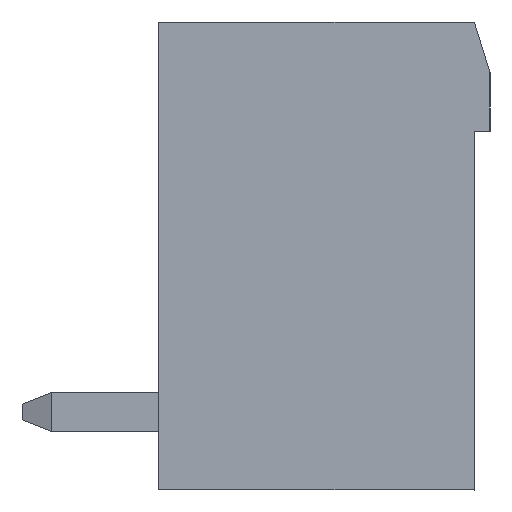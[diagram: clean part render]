
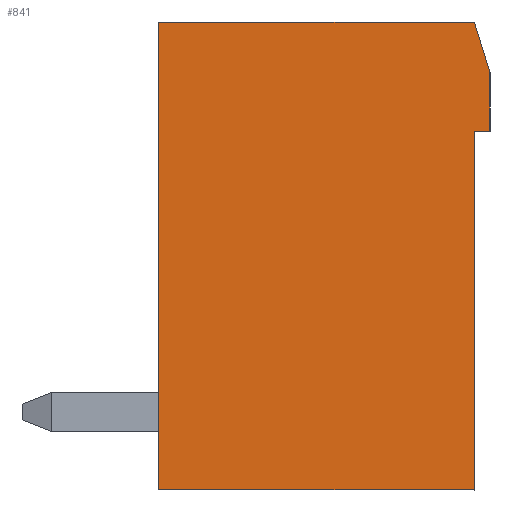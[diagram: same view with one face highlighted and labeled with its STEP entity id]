
A CAD part, left-side view. The second image highlights one B-rep face of the part: STEP entity #841.
In plain terms, the highlighted planar face has unit normal (-1, 0, 0).
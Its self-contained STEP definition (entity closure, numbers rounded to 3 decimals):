
#841 = ADVANCED_FACE( '', ( #1701 ), #1702, .T. );
#1701 = FACE_OUTER_BOUND( '', #2601, .T. );
#1702 = PLANE( '', #2602 );
#2601 = EDGE_LOOP( '', ( #4833, #4834, #4835, #4836, #4837, #4838, #4839 ) );
#2602 = AXIS2_PLACEMENT_3D( '', #4840, #4841, #4842 );
#4833 = ORIENTED_EDGE( '', *, *, #5647, .T. );
#4834 = ORIENTED_EDGE( '', *, *, #6079, .T. );
#4835 = ORIENTED_EDGE( '', *, *, #5920, .T. );
#4836 = ORIENTED_EDGE( '', *, *, #6414, .T. );
#4837 = ORIENTED_EDGE( '', *, *, #6415, .T. );
#4838 = ORIENTED_EDGE( '', *, *, #6208, .T. );
#4839 = ORIENTED_EDGE( '', *, *, #6242, .T. );
#4840 = CARTESIAN_POINT( '', ( -20.32, 0., 0. ) );
#4841 = DIRECTION( '', ( -1., 0., 0. ) );
#4842 = DIRECTION( '', ( 0., 0., 1. ) );
#5647 = EDGE_CURVE( '', #6810, #6814, #6816, .T. );
#5920 = EDGE_CURVE( '', #7274, #7275, #7276, .T. );
#6079 = EDGE_CURVE( '', #6814, #7274, #7528, .T. );
#6208 = EDGE_CURVE( '', #7700, #7701, #7702, .T. );
#6242 = EDGE_CURVE( '', #7701, #6810, #7753, .T. );
#6414 = EDGE_CURVE( '', #7275, #7961, #7962, .T. );
#6415 = EDGE_CURVE( '', #7961, #7700, #7963, .T. );
#6810 = VERTEX_POINT( '', #8482 );
#6814 = VERTEX_POINT( '', #8488 );
#6816 = LINE( '', #8491, #8492 );
#7274 = VERTEX_POINT( '', #9337 );
#7275 = VERTEX_POINT( '', #9338 );
#7276 = LINE( '', #9339, #9340 );
#7528 = LINE( '', #9727, #9728 );
#7700 = VERTEX_POINT( '', #9993 );
#7701 = VERTEX_POINT( '', #9994 );
#7702 = LINE( '', #9995, #9996 );
#7753 = LINE( '', #10071, #10072 );
#7961 = VERTEX_POINT( '', #10424 );
#7962 = LINE( '', #10425, #10426 );
#7963 = LINE( '', #10427, #10428 );
#8482 = CARTESIAN_POINT( '', ( -20.32, -4.45, 4.7 ) );
#8488 = CARTESIAN_POINT( '', ( -20.32, -4.05, 6. ) );
#8491 = CARTESIAN_POINT( '', ( -20.32, -4.45, 4.7 ) );
#8492 = VECTOR( '', #10731, 1000. );
#9337 = CARTESIAN_POINT( '', ( -20.32, 4.05, 6. ) );
#9338 = CARTESIAN_POINT( '', ( -20.32, 4.05, -6. ) );
#9339 = CARTESIAN_POINT( '', ( -20.32, 4.05, 6. ) );
#9340 = VECTOR( '', #10972, 1000. );
#9727 = CARTESIAN_POINT( '', ( -20.32, -4.05, 6. ) );
#9728 = VECTOR( '', #11150, 1000. );
#9993 = CARTESIAN_POINT( '', ( -20.32, -4.05, 3.2 ) );
#9994 = CARTESIAN_POINT( '', ( -20.32, -4.45, 3.2 ) );
#9995 = CARTESIAN_POINT( '', ( -20.32, -4.05, 3.2 ) );
#9996 = VECTOR( '', #11253, 1000. );
#10071 = CARTESIAN_POINT( '', ( -20.32, -4.45, 3.2 ) );
#10072 = VECTOR( '', #11284, 1000. );
#10424 = CARTESIAN_POINT( '', ( -20.32, -4.05, -6. ) );
#10425 = CARTESIAN_POINT( '', ( -20.32, 4.05, -6. ) );
#10426 = VECTOR( '', #11393, 1000. );
#10427 = CARTESIAN_POINT( '', ( -20.32, -4.05, -6. ) );
#10428 = VECTOR( '', #11394, 1000. );
#10731 = DIRECTION( '', ( 0., 0.294, 0.956 ) );
#10972 = DIRECTION( '', ( 0., 0., -1. ) );
#11150 = DIRECTION( '', ( 0., 1., 0. ) );
#11253 = DIRECTION( '', ( 0., -1., 0. ) );
#11284 = DIRECTION( '', ( 0., 0., 1. ) );
#11393 = DIRECTION( '', ( 0., -1., 0. ) );
#11394 = DIRECTION( '', ( 0., 0., 1. ) );
